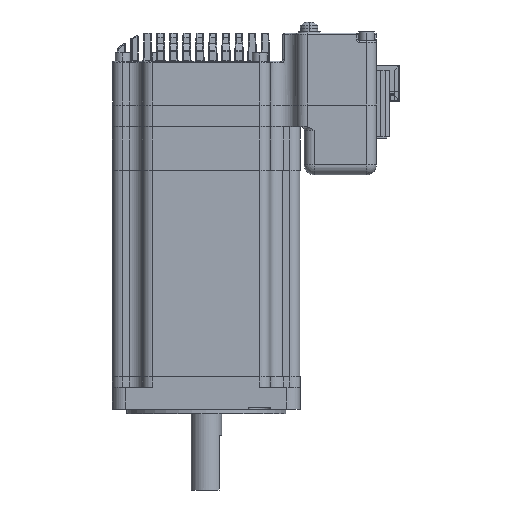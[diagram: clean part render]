
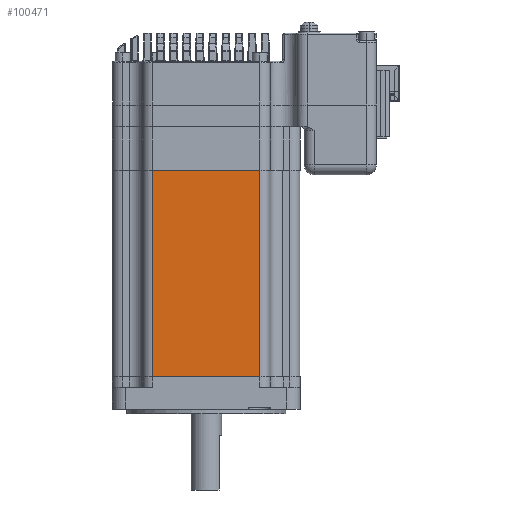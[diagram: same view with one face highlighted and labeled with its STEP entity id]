
A CAD part, front view. The second image highlights one B-rep face of the part: STEP entity #100471.
In plain terms, the highlighted planar face has unit normal (0, -1, 0).
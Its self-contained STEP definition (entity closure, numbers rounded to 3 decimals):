
#1234 = PLANE ( 'NONE',  #11770 ) ;
#1309 = VERTEX_POINT ( 'NONE', #143010 ) ;
#2877 = CARTESIAN_POINT ( 'NONE',  ( 0., -42.85, 0. ) ) ;
#6251 = CARTESIAN_POINT ( 'NONE',  ( -24.55, -42.85, 94.5 ) ) ;
#11770 = AXIS2_PLACEMENT_3D ( 'NONE', #17105, #48740, #158990 ) ;
#13233 = EDGE_CURVE ( 'NONE', #180889, #88974, #153739, .T. ) ;
#15739 = DIRECTION ( 'NONE',  ( -1., 0., 0. ) ) ;
#17105 = CARTESIAN_POINT ( 'NONE',  ( 0., -42.85, 94.5 ) ) ;
#30369 = EDGE_CURVE ( 'NONE', #88974, #1309, #80129, .T. ) ;
#31556 = CARTESIAN_POINT ( 'NONE',  ( 0., -42.85, 94.5 ) ) ;
#32899 = VECTOR ( 'NONE', #100164, 1000. ) ;
#42579 = CARTESIAN_POINT ( 'NONE',  ( 24.55, -42.85, 94.5 ) ) ;
#47053 = ORIENTED_EDGE ( 'NONE', *, *, #183415, .T. ) ;
#48740 = DIRECTION ( 'NONE',  ( 0., -1., 0. ) ) ;
#50298 = VECTOR ( 'NONE', #195657, 1000. ) ;
#52528 = EDGE_LOOP ( 'NONE', ( #96289, #101249, #47053, #177739 ) ) ;
#68979 = FACE_OUTER_BOUND ( 'NONE', #52528, .T. ) ;
#71884 = VECTOR ( 'NONE', #15739, 1000. ) ;
#74071 = EDGE_CURVE ( 'NONE', #150208, #1309, #92236, .T. ) ;
#75207 = VECTOR ( 'NONE', #113103, 1000. ) ;
#80129 = LINE ( 'NONE', #2877, #75207 ) ;
#80499 = CARTESIAN_POINT ( 'NONE',  ( -24.55, -42.85, 94.5 ) ) ;
#81800 = LINE ( 'NONE', #31556, #71884 ) ;
#88974 = VERTEX_POINT ( 'NONE', #185069 ) ;
#92236 = LINE ( 'NONE', #6251, #50298 ) ;
#96289 = ORIENTED_EDGE ( 'NONE', *, *, #30369, .F. ) ;
#100164 = DIRECTION ( 'NONE',  ( 0., 0., -1. ) ) ;
#100471 = ADVANCED_FACE ( 'NONE', ( #68979 ), #1234, .T. ) ;
#101249 = ORIENTED_EDGE ( 'NONE', *, *, #13233, .F. ) ;
#113103 = DIRECTION ( 'NONE',  ( -1., 0., 0. ) ) ;
#143010 = CARTESIAN_POINT ( 'NONE',  ( -24.55, -42.85, 0. ) ) ;
#150208 = VERTEX_POINT ( 'NONE', #80499 ) ;
#153739 = LINE ( 'NONE', #194515, #32899 ) ;
#158990 = DIRECTION ( 'NONE',  ( 0., 0., -1. ) ) ;
#177739 = ORIENTED_EDGE ( 'NONE', *, *, #74071, .T. ) ;
#180889 = VERTEX_POINT ( 'NONE', #42579 ) ;
#183415 = EDGE_CURVE ( 'NONE', #180889, #150208, #81800, .T. ) ;
#185069 = CARTESIAN_POINT ( 'NONE',  ( 24.55, -42.85, 0. ) ) ;
#194515 = CARTESIAN_POINT ( 'NONE',  ( 24.55, -42.85, 94.5 ) ) ;
#195657 = DIRECTION ( 'NONE',  ( 0., 0., -1. ) ) ;
